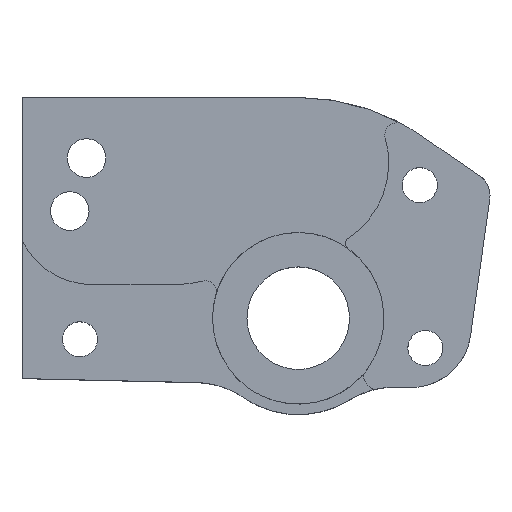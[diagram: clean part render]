
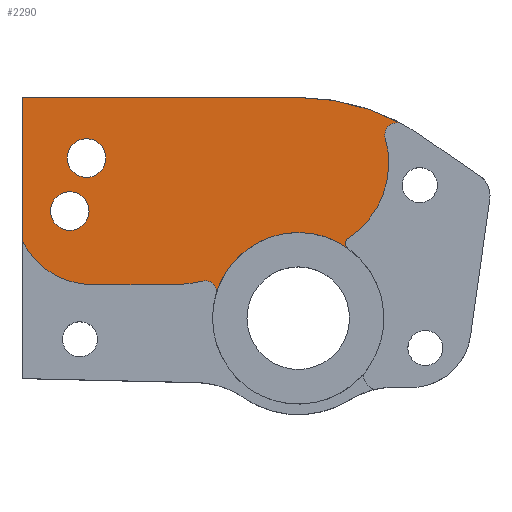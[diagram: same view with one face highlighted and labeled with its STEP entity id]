
A CAD part, top view. The second image highlights one B-rep face of the part: STEP entity #2290.
In plain terms, the highlighted planar face has unit normal (0, 0, 1).
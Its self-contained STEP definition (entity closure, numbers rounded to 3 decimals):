
#747=CARTESIAN_POINT('',(564.326,276.445,57.45));
#748=VERTEX_POINT('',#747);
#755=CARTESIAN_POINT('',(573.033,274.22,57.45));
#756=VERTEX_POINT('',#755);
#757=CARTESIAN_POINT('',(564.326,258.295,57.45));
#758=DIRECTION('',(-0.,0.,1.));
#759=DIRECTION('',(0.,1.,-0.));
#760=AXIS2_PLACEMENT_3D('',#757,#758,#759);
#761=CIRCLE('',#760,18.15);
#762=EDGE_CURVE('',#756,#748,#761,.T.);
#789=CARTESIAN_POINT('',(541.52,276.445,57.45));
#790=VERTEX_POINT('',#789);
#797=CARTESIAN_POINT('',(564.326,276.445,57.45));
#798=DIRECTION('',(-1.,0.,-0.));
#799=VECTOR('',#798,22.806);
#800=LINE('',#797,#799);
#801=EDGE_CURVE('',#748,#790,#800,.T.);
#1769=CARTESIAN_POINT('',(547.075,267.026,57.45));
#1770=VERTEX_POINT('',#1769);
#1780=CARTESIAN_POINT('',(545.475,265.426,57.45));
#1781=VERTEX_POINT('',#1780);
#1782=CARTESIAN_POINT('',(545.475,267.026,57.45));
#1783=DIRECTION('',(0.,-0.,-1.));
#1784=DIRECTION('',(-0.,-1.,0.));
#1785=AXIS2_PLACEMENT_3D('',#1782,#1783,#1784);
#1786=CIRCLE('',#1785,1.6);
#1787=EDGE_CURVE('',#1781,#1770,#1786,.T.);
#1789=CARTESIAN_POINT('',(545.475,267.026,57.45));
#1790=DIRECTION('',(0.,-0.,-1.));
#1791=DIRECTION('',(-0.,-1.,0.));
#1792=AXIS2_PLACEMENT_3D('',#1789,#1790,#1791);
#1793=CIRCLE('',#1792,1.6);
#1794=EDGE_CURVE('',#1770,#1781,#1793,.T.);
#1891=CARTESIAN_POINT('',(564.38,265.251,57.45));
#1892=VERTEX_POINT('',#1891);
#1925=CARTESIAN_POINT('',(568.516,263.938,57.45));
#1926=VERTEX_POINT('',#1925);
#1933=CARTESIAN_POINT('',(564.403,258.151,57.45));
#1934=DIRECTION('',(0.,-0.,-1.));
#1935=DIRECTION('',(-0.,-1.,0.));
#1936=AXIS2_PLACEMENT_3D('',#1933,#1934,#1935);
#1937=CIRCLE('',#1936,7.1);
#1938=EDGE_CURVE('',#1892,#1926,#1937,.T.);
#1948=CARTESIAN_POINT('',(541.52,264.578,57.45));
#1949=VERTEX_POINT('',#1948);
#1950=CARTESIAN_POINT('',(547.367,260.917,57.45));
#1951=VERTEX_POINT('',#1950);
#1952=CARTESIAN_POINT('',(547.367,267.417,57.45));
#1953=DIRECTION('',(-0.,0.,1.));
#1954=DIRECTION('',(0.,1.,-0.));
#1955=AXIS2_PLACEMENT_3D('',#1952,#1953,#1954);
#1956=CIRCLE('',#1955,6.5);
#1957=EDGE_CURVE('',#1949,#1951,#1956,.T.);
#1980=CARTESIAN_POINT('',(553.899,260.917,57.45));
#1981=VERTEX_POINT('',#1980);
#1982=CARTESIAN_POINT('',(547.367,260.917,57.45));
#1983=DIRECTION('',(1.,-0.,0.));
#1984=VECTOR('',#1983,6.531);
#1985=LINE('',#1982,#1984);
#1986=EDGE_CURVE('',#1951,#1981,#1985,.T.);
#2004=CARTESIAN_POINT('',(556.45,261.217,57.45));
#2005=VERTEX_POINT('',#2004);
#2006=CARTESIAN_POINT('',(553.899,271.917,57.45));
#2007=DIRECTION('',(-0.,0.,1.));
#2008=DIRECTION('',(0.,1.,-0.));
#2009=AXIS2_PLACEMENT_3D('',#2006,#2007,#2008);
#2010=CIRCLE('',#2009,11.);
#2011=EDGE_CURVE('',#1981,#2005,#2010,.T.);
#2029=CARTESIAN_POINT('',(557.669,260.402,57.45));
#2030=VERTEX_POINT('',#2029);
#2031=CARTESIAN_POINT('',(556.682,260.244,57.45));
#2032=DIRECTION('',(0.,-0.,-1.));
#2033=DIRECTION('',(0.,1.,-0.));
#2034=AXIS2_PLACEMENT_3D('',#2031,#2032,#2033);
#2035=CIRCLE('',#2034,1.);
#2036=EDGE_CURVE('',#2005,#2030,#2035,.T.);
#2054=CARTESIAN_POINT('',(568.53,264.763,57.45));
#2055=VERTEX_POINT('',#2054);
#2056=CARTESIAN_POINT('',(568.805,264.346,57.45));
#2057=DIRECTION('',(0.,-0.,-1.));
#2058=DIRECTION('',(0.,1.,-0.));
#2059=AXIS2_PLACEMENT_3D('',#2056,#2057,#2058);
#2060=CIRCLE('',#2059,0.5);
#2061=EDGE_CURVE('',#1926,#2055,#2060,.T.);
#2087=CARTESIAN_POINT('',(571.614,273.059,57.45));
#2088=VERTEX_POINT('',#2087);
#2089=CARTESIAN_POINT('',(564.396,271.021,57.45));
#2090=DIRECTION('',(-0.,0.,1.));
#2091=DIRECTION('',(0.,1.,-0.));
#2092=AXIS2_PLACEMENT_3D('',#2089,#2090,#2091);
#2093=CIRCLE('',#2092,7.5);
#2094=EDGE_CURVE('',#2055,#2088,#2093,.T.);
#2120=CARTESIAN_POINT('',(572.577,273.33,57.45));
#2121=DIRECTION('',(0.,-0.,-1.));
#2122=DIRECTION('',(0.,1.,-0.));
#2123=AXIS2_PLACEMENT_3D('',#2120,#2121,#2122);
#2124=CIRCLE('',#2123,1.);
#2125=EDGE_CURVE('',#2088,#756,#2124,.T.);
#2236=CARTESIAN_POINT('',(559.522,264.43,57.45));
#2237=DIRECTION('',(-0.,0.,1.));
#2238=DIRECTION('',(-1.,0.,-0.));
#2239=AXIS2_PLACEMENT_3D('',#2236,#2237,#2238);
#2240=PLANE('',#2239);
#2241=ORIENTED_EDGE('',*,*,#2036,.T.);
#2242=CARTESIAN_POINT('',(564.403,258.151,57.45));
#2243=DIRECTION('',(0.,-0.,-1.));
#2244=DIRECTION('',(-0.,-1.,0.));
#2245=AXIS2_PLACEMENT_3D('',#2242,#2243,#2244);
#2246=CIRCLE('',#2245,7.1);
#2247=EDGE_CURVE('',#2030,#1892,#2246,.T.);
#2248=ORIENTED_EDGE('',*,*,#2247,.T.);
#2249=ORIENTED_EDGE('',*,*,#1938,.T.);
#2250=ORIENTED_EDGE('',*,*,#2061,.T.);
#2251=ORIENTED_EDGE('',*,*,#2094,.T.);
#2252=ORIENTED_EDGE('',*,*,#2125,.T.);
#2253=ORIENTED_EDGE('',*,*,#762,.T.);
#2254=ORIENTED_EDGE('',*,*,#801,.T.);
#2255=CARTESIAN_POINT('',(541.52,276.445,57.45));
#2256=DIRECTION('',(-0.,-1.,0.));
#2257=VECTOR('',#2256,11.866);
#2258=LINE('',#2255,#2257);
#2259=EDGE_CURVE('',#790,#1949,#2258,.T.);
#2260=ORIENTED_EDGE('',*,*,#2259,.T.);
#2261=ORIENTED_EDGE('',*,*,#1957,.T.);
#2262=ORIENTED_EDGE('',*,*,#1986,.T.);
#2263=ORIENTED_EDGE('',*,*,#2011,.T.);
#2264=EDGE_LOOP('',(#2241,#2248,#2249,#2250,#2251,#2252,#2253,#2254,#2260,#2261,#2262,#2263));
#2265=FACE_BOUND('',#2264,.T.);
#2266=ORIENTED_EDGE('',*,*,#1787,.T.);
#2267=ORIENTED_EDGE('',*,*,#1794,.T.);
#2268=EDGE_LOOP('',(#2266,#2267));
#2269=FACE_BOUND('',#2268,.T.);
#2270=CARTESIAN_POINT('',(546.867,273.017,57.45));
#2271=VERTEX_POINT('',#2270);
#2272=CARTESIAN_POINT('',(545.267,271.417,57.45));
#2273=VERTEX_POINT('',#2272);
#2274=CARTESIAN_POINT('',(546.867,271.417,57.45));
#2275=DIRECTION('',(0.,-0.,-1.));
#2276=DIRECTION('',(0.,1.,-0.));
#2277=AXIS2_PLACEMENT_3D('',#2274,#2275,#2276);
#2278=CIRCLE('',#2277,1.6);
#2279=EDGE_CURVE('',#2271,#2273,#2278,.T.);
#2280=ORIENTED_EDGE('',*,*,#2279,.T.);
#2281=CARTESIAN_POINT('',(546.867,271.417,57.45));
#2282=DIRECTION('',(0.,-0.,-1.));
#2283=DIRECTION('',(0.,1.,-0.));
#2284=AXIS2_PLACEMENT_3D('',#2281,#2282,#2283);
#2285=CIRCLE('',#2284,1.6);
#2286=EDGE_CURVE('',#2273,#2271,#2285,.T.);
#2287=ORIENTED_EDGE('',*,*,#2286,.T.);
#2288=EDGE_LOOP('',(#2280,#2287));
#2289=FACE_BOUND('',#2288,.T.);
#2290=ADVANCED_FACE('',(#2265,#2269,#2289),#2240,.T.);
